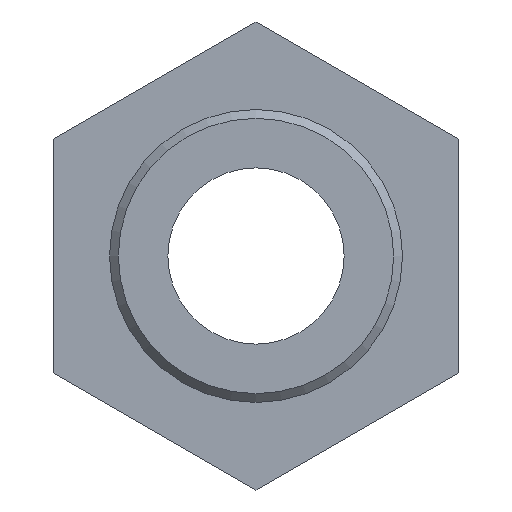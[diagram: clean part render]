
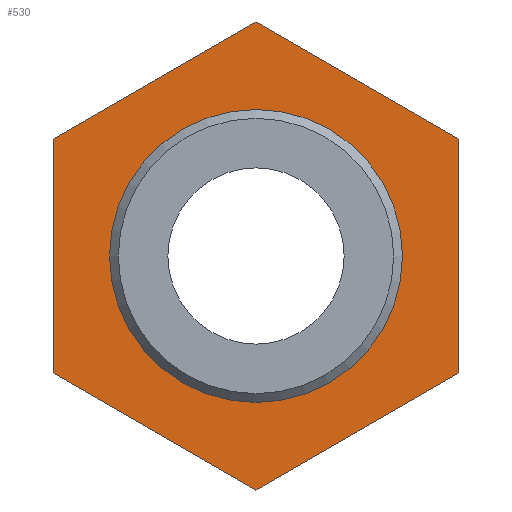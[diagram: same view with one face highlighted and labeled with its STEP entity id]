
A CAD part, left-side view. The second image highlights one B-rep face of the part: STEP entity #530.
In plain terms, the highlighted planar face has unit normal (-1, 0, 0).
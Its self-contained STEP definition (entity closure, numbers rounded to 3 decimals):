
#2 = LINE ( 'NONE', #547, #389 ) ;
#32 = VERTEX_POINT ( 'NONE', #79 ) ;
#33 = DIRECTION ( 'NONE',  ( 0., -0.866, -0.5 ) ) ;
#40 = CARTESIAN_POINT ( 'NONE',  ( 15., 0., 0. ) ) ;
#41 = VERTEX_POINT ( 'NONE', #383 ) ;
#49 = VERTEX_POINT ( 'NONE', #257 ) ;
#50 = LINE ( 'NONE', #549, #139 ) ;
#57 = DIRECTION ( 'NONE',  ( 0., 0., 1. ) ) ;
#75 = VERTEX_POINT ( 'NONE', #486 ) ;
#78 = CARTESIAN_POINT ( 'NONE',  ( 15., 23., -13.279 ) ) ;
#79 = CARTESIAN_POINT ( 'NONE',  ( 15., 23., -13.279 ) ) ;
#83 = VERTEX_POINT ( 'NONE', #122 ) ;
#96 = ORIENTED_EDGE ( 'NONE', *, *, #244, .T. ) ;
#102 = CARTESIAN_POINT ( 'NONE',  ( 15., 0., 26.558 ) ) ;
#109 = ORIENTED_EDGE ( 'NONE', *, *, #194, .T. ) ;
#110 = LINE ( 'NONE', #252, #196 ) ;
#122 = CARTESIAN_POINT ( 'NONE',  ( 15., 0., -16.625 ) ) ;
#124 = LINE ( 'NONE', #319, #149 ) ;
#138 = VERTEX_POINT ( 'NONE', #317 ) ;
#139 = VECTOR ( 'NONE', #147, 1000. ) ;
#147 = DIRECTION ( 'NONE',  ( 0., -0.866, 0.5 ) ) ;
#149 = VECTOR ( 'NONE', #324, 1000. ) ;
#192 = DIRECTION ( 'NONE',  ( 0., 0.866, -0.5 ) ) ;
#194 = EDGE_CURVE ( 'NONE', #49, #75, #2, .T. ) ;
#195 = ORIENTED_EDGE ( 'NONE', *, *, #267, .T. ) ;
#196 = VECTOR ( 'NONE', #207, 1000. ) ;
#198 = ORIENTED_EDGE ( 'NONE', *, *, #543, .T. ) ;
#199 = PLANE ( 'NONE',  #492 ) ;
#207 = DIRECTION ( 'NONE',  ( 0., 0.866, 0.5 ) ) ;
#222 = EDGE_LOOP ( 'NONE', ( #557 ) ) ;
#229 = DIRECTION ( 'NONE',  ( 0., 0., -1. ) ) ;
#231 = EDGE_CURVE ( 'NONE', #83, #83, #491, .T. ) ;
#244 = EDGE_CURVE ( 'NONE', #262, #138, #458, .T. ) ;
#252 = CARTESIAN_POINT ( 'NONE',  ( 15., -23., 13.279 ) ) ;
#257 = CARTESIAN_POINT ( 'NONE',  ( 15., -23., -13.279 ) ) ;
#262 = VERTEX_POINT ( 'NONE', #412 ) ;
#267 = EDGE_CURVE ( 'NONE', #41, #49, #50, .T. ) ;
#279 = EDGE_CURVE ( 'NONE', #138, #32, #124, .T. ) ;
#317 = CARTESIAN_POINT ( 'NONE',  ( 15., 23., 13.279 ) ) ;
#319 = CARTESIAN_POINT ( 'NONE',  ( 15., 23., 0. ) ) ;
#322 = AXIS2_PLACEMENT_3D ( 'NONE', #462, #455, #229 ) ;
#324 = DIRECTION ( 'NONE',  ( 0., 0., -1. ) ) ;
#340 = DIRECTION ( 'NONE',  ( -1., 0., 0. ) ) ;
#352 = ORIENTED_EDGE ( 'NONE', *, *, #570, .T. ) ;
#372 = ORIENTED_EDGE ( 'NONE', *, *, #279, .T. ) ;
#383 = CARTESIAN_POINT ( 'NONE',  ( 15., 0., -26.558 ) ) ;
#389 = VECTOR ( 'NONE', #57, 1000. ) ;
#394 = EDGE_LOOP ( 'NONE', ( #195, #109, #198, #96, #372, #352 ) ) ;
#398 = LINE ( 'NONE', #78, #414 ) ;
#412 = CARTESIAN_POINT ( 'NONE',  ( 15., 0., 26.558 ) ) ;
#414 = VECTOR ( 'NONE', #33, 1000. ) ;
#455 = DIRECTION ( 'NONE',  ( 1., 0., 0. ) ) ;
#458 = LINE ( 'NONE', #102, #509 ) ;
#462 = CARTESIAN_POINT ( 'NONE',  ( 15., 0., 0. ) ) ;
#486 = CARTESIAN_POINT ( 'NONE',  ( 15., -23., 13.279 ) ) ;
#491 = CIRCLE ( 'NONE', #322, 16.625 ) ;
#492 = AXIS2_PLACEMENT_3D ( 'NONE', #40, #340, #574 ) ;
#509 = VECTOR ( 'NONE', #192, 1000. ) ;
#530 = ADVANCED_FACE ( 'NONE', ( #534, #539 ), #199, .T. ) ;
#534 = FACE_BOUND ( 'NONE', #222, .T. ) ;
#539 = FACE_OUTER_BOUND ( 'NONE', #394, .T. ) ;
#543 = EDGE_CURVE ( 'NONE', #75, #262, #110, .T. ) ;
#547 = CARTESIAN_POINT ( 'NONE',  ( 15., -23., 0. ) ) ;
#549 = CARTESIAN_POINT ( 'NONE',  ( 15., 0., -26.558 ) ) ;
#557 = ORIENTED_EDGE ( 'NONE', *, *, #231, .T. ) ;
#570 = EDGE_CURVE ( 'NONE', #32, #41, #398, .T. ) ;
#574 = DIRECTION ( 'NONE',  ( 0., 0., 1. ) ) ;
